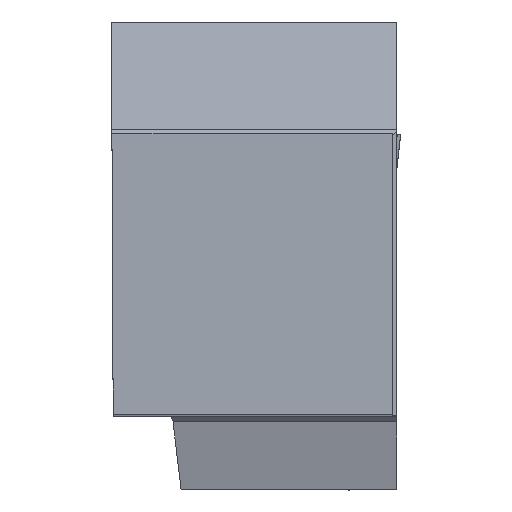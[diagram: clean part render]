
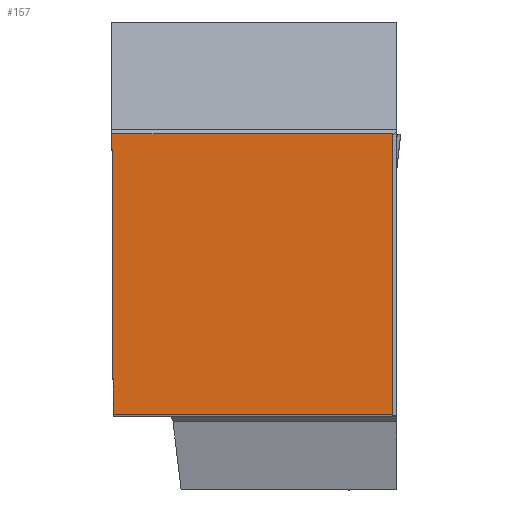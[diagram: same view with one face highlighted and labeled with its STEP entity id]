
A CAD part, top view. The second image highlights one B-rep face of the part: STEP entity #157.
In plain terms, the highlighted planar face has unit normal (0, 0, 1).
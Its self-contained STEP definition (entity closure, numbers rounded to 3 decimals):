
#157=ADVANCED_FACE('BLANK_BOXF006',(#262),#207,.F.);
#207=PLANE('',#1326);
#262=FACE_OUTER_BOUND('',#320,.T.);
#320=EDGE_LOOP('',(#577,#578,#579,#580));
#577=ORIENTED_EDGE('',*,*,#914,.T.);
#578=ORIENTED_EDGE('',*,*,#915,.T.);
#579=ORIENTED_EDGE('',*,*,#916,.T.);
#580=ORIENTED_EDGE('',*,*,#917,.T.);
#773=VERTEX_POINT('',#2086);
#774=VERTEX_POINT('',#2087);
#775=VERTEX_POINT('',#2089);
#776=VERTEX_POINT('',#2091);
#914=EDGE_CURVE('',#773,#774,#1050,.T.);
#915=EDGE_CURVE('',#774,#775,#1051,.T.);
#916=EDGE_CURVE('',#775,#776,#1052,.T.);
#917=EDGE_CURVE('',#776,#773,#1053,.T.);
#1050=LINE('',#2085,#1188);
#1051=LINE('',#2088,#1189);
#1052=LINE('',#2090,#1190);
#1053=LINE('',#2092,#1191);
#1188=VECTOR('',#1570,1.);
#1189=VECTOR('',#1571,1.);
#1190=VECTOR('',#1572,1.);
#1191=VECTOR('',#1573,1.);
#1326=AXIS2_PLACEMENT_3D('',#2093,#1574,#1575);
#1570=DIRECTION('',(0.,1.,0.));
#1571=DIRECTION('',(-1.,0.,0.));
#1572=DIRECTION('',(0.004,-1.,0.));
#1573=DIRECTION('',(1.,0.,0.));
#1574=DIRECTION('',(0.,0.,-1.));
#1575=DIRECTION('',(0.,-1.,0.));
#2085=CARTESIAN_POINT('',(25.273,-151.4,0.));
#2086=CARTESIAN_POINT('',(25.273,0.,0.));
#2087=CARTESIAN_POINT('',(25.273,25.273,0.));
#2088=CARTESIAN_POINT('',(151.4,25.273,0.));
#2089=CARTESIAN_POINT('',(0.,25.273,0.));
#2090=CARTESIAN_POINT('',(-0.55,151.399,0.));
#2091=CARTESIAN_POINT('',(0.11,0.,0.));
#2092=CARTESIAN_POINT('',(-151.4,0.,0.));
#2093=CARTESIAN_POINT('',(25.685,-6.604,0.));
